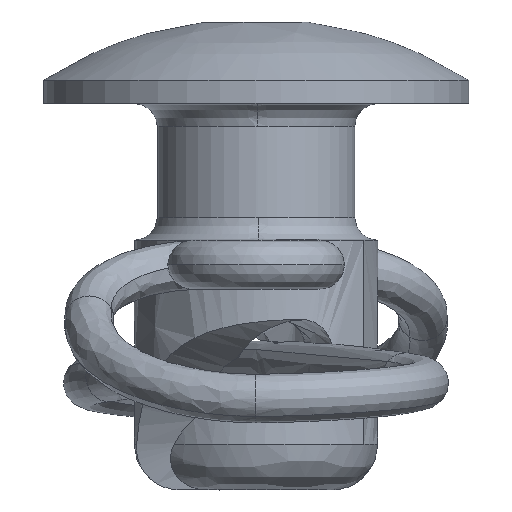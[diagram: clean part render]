
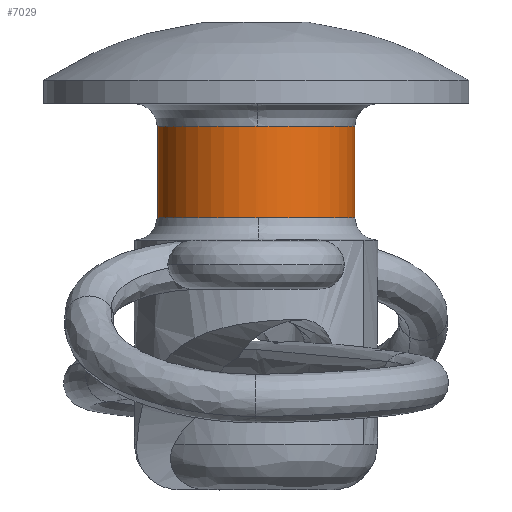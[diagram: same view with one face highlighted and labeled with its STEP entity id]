
A CAD part, left-side view. The second image highlights one B-rep face of the part: STEP entity #7029.
In plain terms, the highlighted free-form (B-spline) face has degree [2, 1] with [5, 2] control points.
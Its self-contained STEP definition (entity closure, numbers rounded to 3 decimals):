
#6824=CARTESIAN_POINT('',(-3.25,-0.041,7.908));
#6825=VERTEX_POINT('',#6824);
#6839=CARTESIAN_POINT('',(0.255,-3.24,7.908));
#6840=VERTEX_POINT('',#6839);
#6841=CARTESIAN_POINT('',(0.255,-3.24,7.908));
#6842=CARTESIAN_POINT('',(0.128,-3.25,7.908));
#6843=CARTESIAN_POINT('',(0.,-3.25,7.908));
#6844=CARTESIAN_POINT('',(-3.209,-3.25,7.908));
#6845=CARTESIAN_POINT('',(-3.25,-0.041,7.908));
#6853=(BOUNDED_CURVE()B_SPLINE_CURVE(2,(#6841,#6842,#6843,#6844,#6845),.UNSPECIFIED.,.F.,.U.)B_SPLINE_CURVE_WITH_KNOTS((3,2,3),(0.736,0.75,0.998),.UNSPECIFIED.)CURVE()GEOMETRIC_REPRESENTATION_ITEM()RATIONAL_B_SPLINE_CURVE((0.97,0.984,1.0,0.71,0.995))REPRESENTATION_ITEM(''));
#6854=EDGE_CURVE('',#6840,#6825,#6853,.T.);
#6895=CARTESIAN_POINT('',(-3.25,0.0,7.908));
#6896=VERTEX_POINT('',#6895);
#6897=CARTESIAN_POINT('',(-0.255,3.24,7.908));
#6898=VERTEX_POINT('',#6897);
#6899=CARTESIAN_POINT('',(-3.25,0.0,7.908));
#6900=CARTESIAN_POINT('',(-3.25,3.004,7.908));
#6901=CARTESIAN_POINT('',(-0.255,3.24,7.908));
#6909=(BOUNDED_CURVE()B_SPLINE_CURVE(2,(#6899,#6900,#6901),.UNSPECIFIED.,.F.,.U.)B_SPLINE_CURVE_WITH_KNOTS((3,3),(0.0,0.236),.UNSPECIFIED.)CURVE()GEOMETRIC_REPRESENTATION_ITEM()RATIONAL_B_SPLINE_CURVE((1.0,0.723,0.97))REPRESENTATION_ITEM(''));
#6910=EDGE_CURVE('',#6896,#6898,#6909,.T.);
#6912=CARTESIAN_POINT('',(-3.25,-0.041,7.908));
#6913=CARTESIAN_POINT('',(-3.25,-0.02,7.908));
#6914=CARTESIAN_POINT('',(-3.25,0.0,7.908));
#6922=(BOUNDED_CURVE()B_SPLINE_CURVE(2,(#6912,#6913,#6914),.UNSPECIFIED.,.F.,.U.)B_SPLINE_CURVE_WITH_KNOTS((3,3),(0.998,1.0),.UNSPECIFIED.)CURVE()GEOMETRIC_REPRESENTATION_ITEM()RATIONAL_B_SPLINE_CURVE((0.995,0.997,1.0))REPRESENTATION_ITEM(''));
#6923=EDGE_CURVE('',#6825,#6896,#6922,.T.);
#6947=CARTESIAN_POINT('',(0.255,-3.24,7.983));
#6948=CARTESIAN_POINT('',(-2.985,-3.495,7.983));
#6949=CARTESIAN_POINT('',(-3.24,-0.255,7.983));
#6950=CARTESIAN_POINT('',(-3.495,2.985,7.983));
#6951=CARTESIAN_POINT('',(-0.255,3.24,7.983));
#6952=CARTESIAN_POINT('',(0.255,-3.24,4.831));
#6953=CARTESIAN_POINT('',(-2.985,-3.495,4.831));
#6954=CARTESIAN_POINT('',(-3.24,-0.255,4.831));
#6955=CARTESIAN_POINT('',(-3.495,2.985,4.831));
#6956=CARTESIAN_POINT('',(-0.255,3.24,4.831));
#6964=(BOUNDED_SURFACE()B_SPLINE_SURFACE(2,1,((#6947,#6952),(#6948,#6953),(#6949,#6954),(#6950,#6955),(#6951,#6956)),.UNSPECIFIED.,.F.,.F.,.U.)B_SPLINE_SURFACE_WITH_KNOTS((3,2,3),(2,2),(0.0,5.385,10.77),(0.0,3.152),.UNSPECIFIED.)GEOMETRIC_REPRESENTATION_ITEM()RATIONAL_B_SPLINE_SURFACE(((1.0,1.0),(0.707,0.707),(1.0,1.0),(0.707,0.707),(1.0,1.0)))REPRESENTATION_ITEM('')SURFACE());
#6965=CARTESIAN_POINT('',(0.255,-3.24,4.908));
#6966=VERTEX_POINT('',#6965);
#6967=CARTESIAN_POINT('',(-3.249,-0.082,4.908));
#6968=VERTEX_POINT('',#6967);
#6969=CARTESIAN_POINT('',(0.255,-3.24,4.908));
#6970=CARTESIAN_POINT('',(0.128,-3.25,4.908));
#6971=CARTESIAN_POINT('',(0.,-3.25,4.908));
#6972=CARTESIAN_POINT('',(-3.169,-3.25,4.908));
#6973=CARTESIAN_POINT('',(-3.249,-0.082,4.908));
#6981=(BOUNDED_CURVE()B_SPLINE_CURVE(2,(#6969,#6970,#6971,#6972,#6973),.UNSPECIFIED.,.F.,.U.)B_SPLINE_CURVE_WITH_KNOTS((3,2,3),(0.736,0.75,0.996),.UNSPECIFIED.)CURVE()GEOMETRIC_REPRESENTATION_ITEM()RATIONAL_B_SPLINE_CURVE((0.97,0.984,1.0,0.712,0.99))REPRESENTATION_ITEM(''));
#6982=EDGE_CURVE('',#6966,#6968,#6981,.T.);
#6983=ORIENTED_EDGE('',*,*,#6982,.F.);
#6984=CARTESIAN_POINT('',(0.255,-3.24,7.908));
#6985=CARTESIAN_POINT('',(0.255,-3.24,4.908));
#6986=QUASI_UNIFORM_CURVE('',1,(#6984,#6985),.UNSPECIFIED.,.F.,.U.);
#6987=EDGE_CURVE('',#6840,#6966,#6986,.T.);
#6988=ORIENTED_EDGE('',*,*,#6987,.F.);
#6989=ORIENTED_EDGE('',*,*,#6854,.T.);
#6990=ORIENTED_EDGE('',*,*,#6923,.T.);
#6991=ORIENTED_EDGE('',*,*,#6910,.T.);
#6992=CARTESIAN_POINT('',(-0.255,3.24,4.908));
#6993=VERTEX_POINT('',#6992);
#6994=CARTESIAN_POINT('',(-0.255,3.24,7.908));
#6995=CARTESIAN_POINT('',(-0.255,3.24,4.908));
#6996=QUASI_UNIFORM_CURVE('',1,(#6994,#6995),.UNSPECIFIED.,.F.,.U.);
#6997=EDGE_CURVE('',#6898,#6993,#6996,.T.);
#6998=ORIENTED_EDGE('',*,*,#6997,.T.);
#6999=CARTESIAN_POINT('',(-3.25,0.0,4.908));
#7000=VERTEX_POINT('',#6999);
#7001=CARTESIAN_POINT('',(-3.25,0.0,4.908));
#7002=CARTESIAN_POINT('',(-3.25,3.004,4.908));
#7003=CARTESIAN_POINT('',(-0.255,3.24,4.908));
#7011=(BOUNDED_CURVE()B_SPLINE_CURVE(2,(#7001,#7002,#7003),.UNSPECIFIED.,.F.,.U.)B_SPLINE_CURVE_WITH_KNOTS((3,3),(0.0,0.236),.UNSPECIFIED.)CURVE()GEOMETRIC_REPRESENTATION_ITEM()RATIONAL_B_SPLINE_CURVE((1.0,0.723,0.97))REPRESENTATION_ITEM(''));
#7012=EDGE_CURVE('',#7000,#6993,#7011,.T.);
#7013=ORIENTED_EDGE('',*,*,#7012,.F.);
#7014=CARTESIAN_POINT('',(-3.249,-0.082,4.908));
#7015=CARTESIAN_POINT('',(-3.25,-0.041,4.908));
#7016=CARTESIAN_POINT('',(-3.25,0.0,4.908));
#7024=(BOUNDED_CURVE()B_SPLINE_CURVE(2,(#7014,#7015,#7016),.UNSPECIFIED.,.F.,.U.)B_SPLINE_CURVE_WITH_KNOTS((3,3),(0.996,1.0),.UNSPECIFIED.)CURVE()GEOMETRIC_REPRESENTATION_ITEM()RATIONAL_B_SPLINE_CURVE((0.99,0.995,1.0))REPRESENTATION_ITEM(''));
#7025=EDGE_CURVE('',#6968,#7000,#7024,.T.);
#7026=ORIENTED_EDGE('',*,*,#7025,.F.);
#7027=EDGE_LOOP('',(#6983,#6988,#6989,#6990,#6991,#6998,#7013,#7026));
#7028=FACE_OUTER_BOUND('',#7027,.T.);
#7029=ADVANCED_FACE('',(#7028),#6964,.T.);
